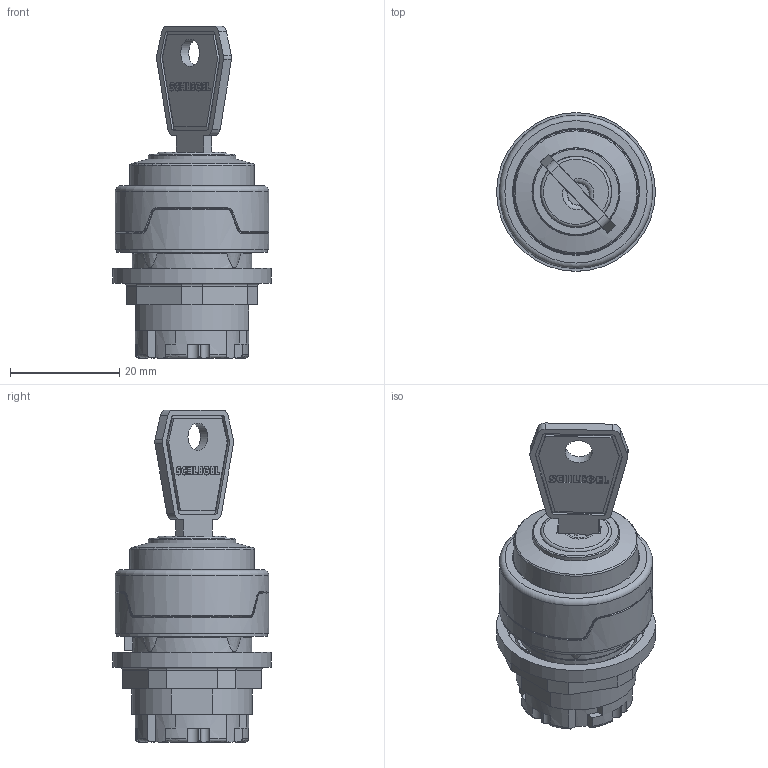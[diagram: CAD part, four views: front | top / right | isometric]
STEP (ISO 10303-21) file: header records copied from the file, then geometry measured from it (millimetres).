
FILE_DESCRIPTION(/* description */ (''),/* implementation_level */ '2;1');
FILE_NAME(/* name */ 'RMCSSA17E.stp',/* time_stamp */ '2020-11-12T13:07:06+01:00',/* author */ ('thagel'),/* organization */ (''),/* preprocessor_version */ 'ST-DEVELOPER v17.2',/* originating_system */ 'Autodesk Inventor 2019',/* authorisation */ '');
FILE_SCHEMA (('AUTOMOTIVE_DESIGN { 1 0 10303 214 3 1 1 }'));
Length unit declared in the file: millimetre
Products named in the file (1): RMCSSA17E
Bounding box: 29 x 29 x 60.65 mm (x, y, z)
Volume: 17624.3 mm3; surface area: 8842.1 mm2
Topology: 1 solids, 2 shells, 909 faces, 2552 edges, 1673 vertices
Faces by surface type: plane 695, cylinder 114, torus 53, bspline 38, cone 6, sphere 3
Full cylindrical faces by diameter (mm): 5 x1, 12.9 x1, 13.05 x1, 16 x1, 16.1 x1, 17.91 x1, 18.6 x1, 20.75 x1, 21.85 x1, 22.6 x1, 22.7 x1, 22.9 x1, 25.35 x1, 25.629 x1, 25.9 x1, 26 x1, 27.65 x1, 28 x2, 29 x1
Entity records: 30645 total; most frequent: CARTESIAN_POINT 7052, ORIENTED_EDGE 5104, DIRECTION 4630, EDGE_CURVE 2552, LINE 1984, VECTOR 1984, VERTEX_POINT 1673, AXIS2_PLACEMENT_3D 1323
